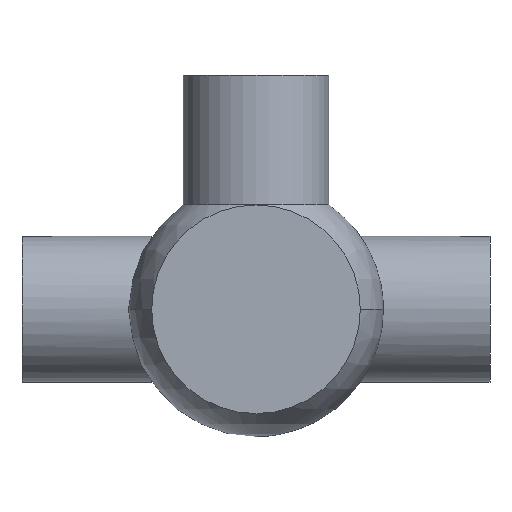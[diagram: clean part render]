
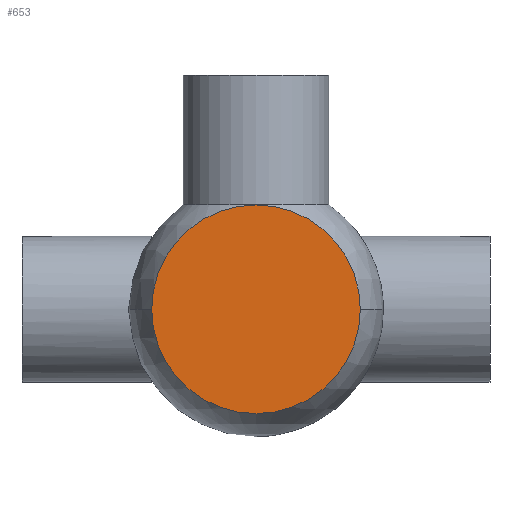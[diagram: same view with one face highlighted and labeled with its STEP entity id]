
A CAD part, front view. The second image highlights one B-rep face of the part: STEP entity #653.
In plain terms, the highlighted planar face has unit normal (0, -1, 0).
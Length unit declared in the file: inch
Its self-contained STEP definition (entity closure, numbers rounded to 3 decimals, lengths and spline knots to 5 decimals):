
#130 = AXIS2_PLACEMENT_3D ( 'NONE', #1082, #1079, #1075 ) ;
#138 = CIRCLE ( 'NONE', #130, 1.79 ) ;
#211 = DIRECTION ( 'NONE',  ( -1., 0., 0. ) ) ;
#215 = DIRECTION ( 'NONE',  ( 0., 1., 0. ) ) ;
#216 = CARTESIAN_POINT ( 'NONE',  ( 0., -7.256, 0. ) ) ;
#322 = CIRCLE ( 'NONE', #400, 1.79 ) ;
#352 = FACE_OUTER_BOUND ( 'NONE', #1311, .T. ) ;
#400 = AXIS2_PLACEMENT_3D ( 'NONE', #216, #215, #211 ) ;
#477 = AXIS2_PLACEMENT_3D ( 'NONE', #655, #535, #497 ) ;
#497 = DIRECTION ( 'NONE',  ( -1., 0., 0. ) ) ;
#535 = DIRECTION ( 'NONE',  ( 0., 1., 0. ) ) ;
#537 = PLANE ( 'NONE',  #477 ) ;
#565 = CARTESIAN_POINT ( 'NONE',  ( 1.79, -7.256, 0. ) ) ;
#568 = VERTEX_POINT ( 'NONE', #565 ) ;
#627 = ORIENTED_EDGE ( 'NONE', *, *, #1048, .F. ) ;
#653 = ADVANCED_FACE ( 'NONE', ( #352 ), #537, .F. ) ;
#655 = CARTESIAN_POINT ( 'NONE',  ( 0., -7.256, 0. ) ) ;
#726 = EDGE_CURVE ( 'NONE', #1041, #568, #322, .T. ) ;
#851 = ORIENTED_EDGE ( 'NONE', *, *, #726, .F. ) ;
#1041 = VERTEX_POINT ( 'NONE', #1118 ) ;
#1048 = EDGE_CURVE ( 'NONE', #568, #1041, #138, .T. ) ;
#1075 = DIRECTION ( 'NONE',  ( -1., 0., 0. ) ) ;
#1079 = DIRECTION ( 'NONE',  ( 0., 1., 0. ) ) ;
#1082 = CARTESIAN_POINT ( 'NONE',  ( 0., -7.256, 0. ) ) ;
#1118 = CARTESIAN_POINT ( 'NONE',  ( -1.79, -7.256, 0. ) ) ;
#1311 = EDGE_LOOP ( 'NONE', ( #851, #627 ) ) ;
